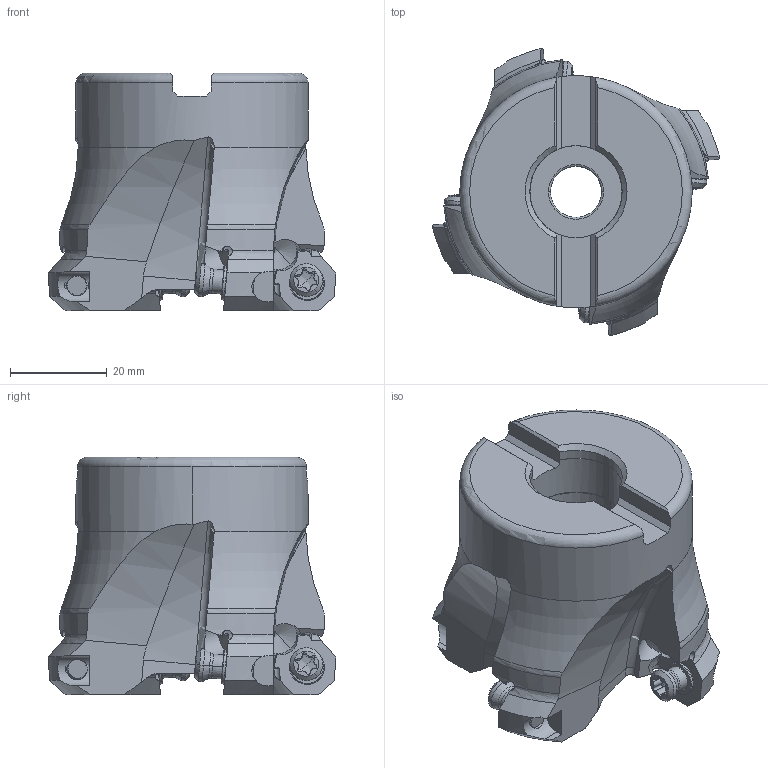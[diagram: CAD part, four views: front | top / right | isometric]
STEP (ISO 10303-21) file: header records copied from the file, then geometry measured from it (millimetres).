
FILE_DESCRIPTION((''),'2;1');
FILE_NAME('BRP7UPR2504_ASM','2021-08-19T11:32:56',('tlyw01'),('PTC Japan'),'CREO PARAMETRIC BY PTC INC, 2018500','CREO PARAMETRIC BY PTC INC, 2018500','');
FILE_SCHEMA(('AUTOMOTIVE_DESIGN { 1 0 10303 214 1 1 1 1 }'));
Length unit declared in the file: millimetre
Products named in the file (6): BRP7UPR2504_1; BRP7UPR2504_2; BRP7UPR2504_3; BRP7UPR2504_4; BRP7UPR2504_5; BRP7UPR2504_ASM
Assembly tree (5 placements, depth 2):
  BRP7UPR2504_ASM
    BRP7UPR2504_1
    BRP7UPR2504_2
    BRP7UPR2504_3
    BRP7UPR2504_4
    BRP7UPR2504_5
Bounding box: 59.41 x 59.41 x 49.17 mm (x, y, z)
Volume: 64983.1 mm3; surface area: 15943 mm2
Topology: 5 solids, 5 shells, 355 faces, 1002 edges, 650 vertices
Faces by surface type: cylinder 132, cone 84, plane 73, torus 58, bspline 8
Entity records: 20787 total; most frequent: CARTESIAN_POINT 6139, ORIENTED_EDGE 1972, DIRECTION 1748, PRESENTATION_STYLE_ASSIGNMENT 1353, STYLED_ITEM 1353, CURVE_STYLE 993, EDGE_CURVE 986, AXIS2_PLACEMENT_3D 742
